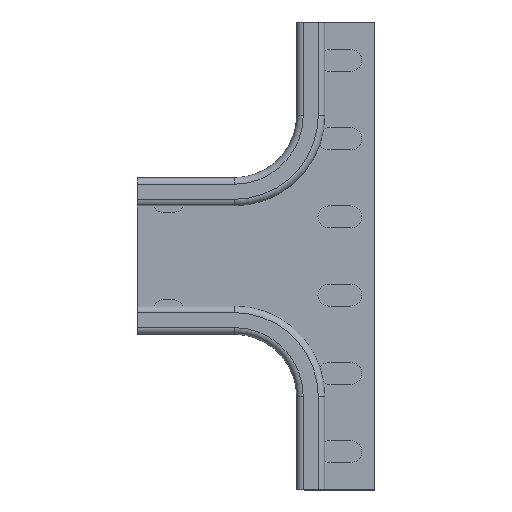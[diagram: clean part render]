
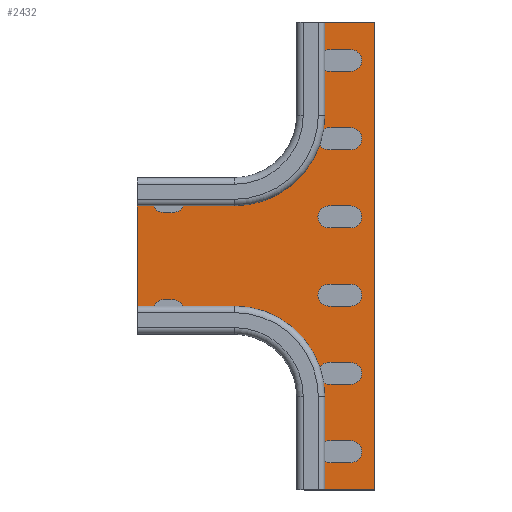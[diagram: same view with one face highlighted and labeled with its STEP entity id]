
A CAD part, top view. The second image highlights one B-rep face of the part: STEP entity #2432.
In plain terms, the highlighted planar face has unit normal (0, 0, 1).
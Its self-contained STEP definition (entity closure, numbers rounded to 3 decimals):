
#260=FACE_OUTER_BOUND('',#400,.T.);
#400=EDGE_LOOP('',(#2138,#2139,#2140,#2141,#2142,#2143,#2144,#2145,#2146,
#2147));
#488=CIRCLE('',#2562,22.6);
#557=CIRCLE('',#2691,22.6);
#619=LINE('',#3661,#813);
#648=LINE('',#3743,#842);
#685=LINE('',#3907,#879);
#720=LINE('',#4027,#914);
#723=LINE('',#4031,#917);
#731=LINE('',#4115,#925);
#751=LINE('',#4176,#945);
#752=LINE('',#4178,#946);
#813=VECTOR('',#2825,1.);
#842=VECTOR('',#2918,1.);
#879=VECTOR('',#3125,1.);
#914=VECTOR('',#3246,1.);
#917=VECTOR('',#3251,1.);
#925=VECTOR('',#3365,1.);
#945=VECTOR('',#3427,1.);
#946=VECTOR('',#3430,1.);
#1020=VERTEX_POINT('',#3658);
#1021=VERTEX_POINT('',#3660);
#1042=VERTEX_POINT('',#3741);
#1063=VERTEX_POINT('',#3821);
#1084=VERTEX_POINT('',#3905);
#1125=VERTEX_POINT('',#4023);
#1126=VERTEX_POINT('',#4025);
#1147=VERTEX_POINT('',#4109);
#1148=VERTEX_POINT('',#4113);
#1149=VERTEX_POINT('',#4114);
#1264=EDGE_CURVE('',#1020,#1021,#619,.T.);
#1306=EDGE_CURVE('',#1020,#1042,#648,.T.);
#1346=EDGE_CURVE('',#1063,#1042,#488,.T.);
#1388=EDGE_CURVE('',#1084,#1063,#685,.T.);
#1447=EDGE_CURVE('',#1125,#1126,#720,.T.);
#1450=EDGE_CURVE('',#1125,#1084,#723,.T.);
#1490=EDGE_CURVE('',#1126,#1147,#557,.T.);
#1491=EDGE_CURVE('',#1148,#1149,#731,.T.);
#1523=EDGE_CURVE('',#1147,#1149,#751,.T.);
#1524=EDGE_CURVE('',#1021,#1148,#752,.T.);
#2138=ORIENTED_EDGE('',*,*,#1524,.F.);
#2139=ORIENTED_EDGE('',*,*,#1264,.F.);
#2140=ORIENTED_EDGE('',*,*,#1306,.T.);
#2141=ORIENTED_EDGE('',*,*,#1346,.F.);
#2142=ORIENTED_EDGE('',*,*,#1388,.F.);
#2143=ORIENTED_EDGE('',*,*,#1450,.F.);
#2144=ORIENTED_EDGE('',*,*,#1447,.T.);
#2145=ORIENTED_EDGE('',*,*,#1490,.T.);
#2146=ORIENTED_EDGE('',*,*,#1523,.T.);
#2147=ORIENTED_EDGE('',*,*,#1491,.F.);
#2298=PLANE('',#2714);
#2432=ADVANCED_FACE('',(#260),#2298,.T.);
#2562=AXIS2_PLACEMENT_3D('',#3823,#3028,#3029);
#2691=AXIS2_PLACEMENT_3D('',#4111,#3361,#3362);
#2714=AXIS2_PLACEMENT_3D('',#4177,#3428,#3429);
#2825=DIRECTION('',(1.,0.,0.));
#2918=DIRECTION('',(0.,-1.,0.));
#3028=DIRECTION('center_axis',(0.,0.,1.));
#3029=DIRECTION('ref_axis',(0.,-1.,0.));
#3125=DIRECTION('',(1.,0.,0.));
#3246=DIRECTION('',(1.,0.,0.));
#3251=DIRECTION('',(0.,1.,0.));
#3361=DIRECTION('center_axis',(0.,0.,-1.));
#3362=DIRECTION('ref_axis',(0.,1.,0.));
#3365=DIRECTION('',(-1.,0.,0.));
#3427=DIRECTION('',(0.,-1.,0.));
#3428=DIRECTION('center_axis',(0.,0.,1.));
#3429=DIRECTION('ref_axis',(-1.,0.,0.));
#3430=DIRECTION('',(0.,-1.,0.));
#3658=CARTESIAN_POINT('',(62.128,107.101,-2.));
#3660=CARTESIAN_POINT('',(84.528,107.101,-2.));
#3661=CARTESIAN_POINT('',(62.128,107.101,-2.));
#3741=CARTESIAN_POINT('',(62.128,77.351,-2.));
#3743=CARTESIAN_POINT('',(62.128,108.351,-2.));
#3821=CARTESIAN_POINT('',(39.528,54.751,-2.));
#3823=CARTESIAN_POINT('Origin',(39.528,77.351,-2.));
#3905=CARTESIAN_POINT('',(8.528,54.751,-2.));
#3907=CARTESIAN_POINT('',(8.528,54.751,-2.));
#4023=CARTESIAN_POINT('',(8.528,9.951,-2.));
#4025=CARTESIAN_POINT('',(39.528,9.951,-2.));
#4027=CARTESIAN_POINT('',(8.528,9.951,-2.));
#4031=CARTESIAN_POINT('',(8.528,9.951,-2.));
#4109=CARTESIAN_POINT('',(62.128,-12.649,-2.));
#4111=CARTESIAN_POINT('Origin',(39.528,-12.649,-2.));
#4113=CARTESIAN_POINT('',(84.528,-42.399,-2.));
#4114=CARTESIAN_POINT('',(62.128,-42.399,-2.));
#4115=CARTESIAN_POINT('',(84.528,-42.399,-2.));
#4176=CARTESIAN_POINT('',(62.128,-41.899,-2.));
#4177=CARTESIAN_POINT('Origin',(84.528,-12.649,-2.));
#4178=CARTESIAN_POINT('',(84.528,-41.899,-2.));
